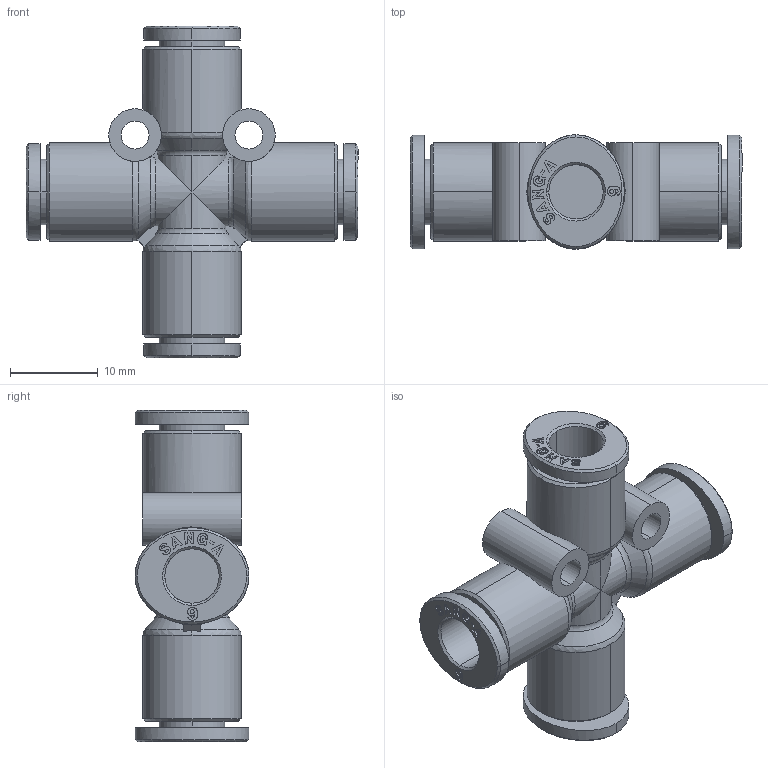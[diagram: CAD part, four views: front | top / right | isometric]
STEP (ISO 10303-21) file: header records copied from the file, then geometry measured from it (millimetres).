
FILE_DESCRIPTION (( 'STEP AP214' ), '1' );
FILE_NAME ('PZA06.stp', '2015-09-03T09:29:19', ( '' ), ( '' ), 'SwSTEP 2.0', 'SolidWorks 2015', '' );
FILE_SCHEMA (( 'AUTOMOTIVE_DESIGN' ));
Length unit declared in the file: millimetre
Products named in the file (2): PZA06; ｦ+ﾃｦ1
Assembly tree (1 placements, depth 2):
  PZA06
    ｦ+ﾃｦ1
Bounding box: 37.9 x 13 x 37.9 mm (x, y, z)
Volume: 4420.4 mm3; surface area: 4751.7 mm2
Topology: 1 solids, 1 shells, 936 faces, 2617 edges, 1735 vertices
Faces by surface type: plane 686, bspline 136, cylinder 78, cone 27, torus 9
Entity records: 35564 total; most frequent: CARTESIAN_POINT 11830, ORIENTED_EDGE 5234, DIRECTION 4031, EDGE_CURVE 2617, VECTOR 2031, LINE 2031, VERTEX_POINT 1735, AXIS2_PLACEMENT_3D 1000
